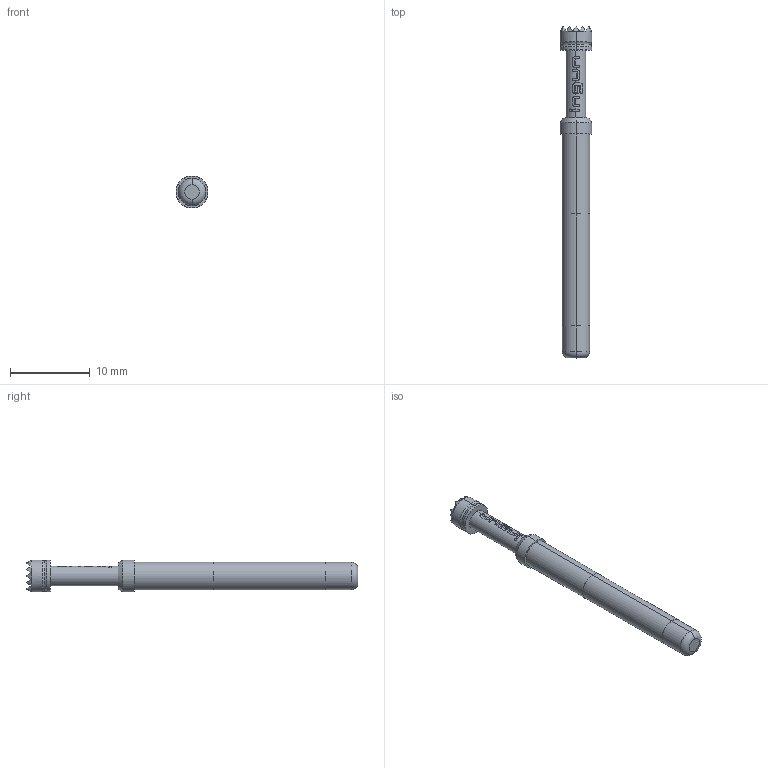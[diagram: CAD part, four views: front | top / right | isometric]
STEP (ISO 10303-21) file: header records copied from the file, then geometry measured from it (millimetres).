
FILE_DESCRIPTION (( 'STEP AP203' ), '1' );
FILE_NAME ('INGUN_HSS-150_306_400_A_xx02_H.STEP', '2021-01-18T11:10:02', ( '' ), ( '' ), 'SwSTEP 2.0', 'SolidWorks 2018', '' );
FILE_SCHEMA (( 'CONFIG_CONTROL_DESIGN' ));
Length unit declared in the file: millimetre
Products named in the file (1): INGUN_HSS-150_306_400_A_xx02_H
Bounding box: 4 x 41.5 x 4 mm (x, y, z)
Volume: 361 mm3; surface area: 474 mm2
Topology: 1 solids, 1 shells, 212 faces, 501 edges, 297 vertices
Faces by surface type: plane 100, bspline 60, cylinder 24, cone 22, torus 6
Entity records: 7383 total; most frequent: CARTESIAN_POINT 3288, ORIENTED_EDGE 1002, DIRECTION 575, EDGE_CURVE 501, VERTEX_POINT 297, EDGE_LOOP 218, FACE_OUTER_BOUND 212, ADVANCED_FACE 212
